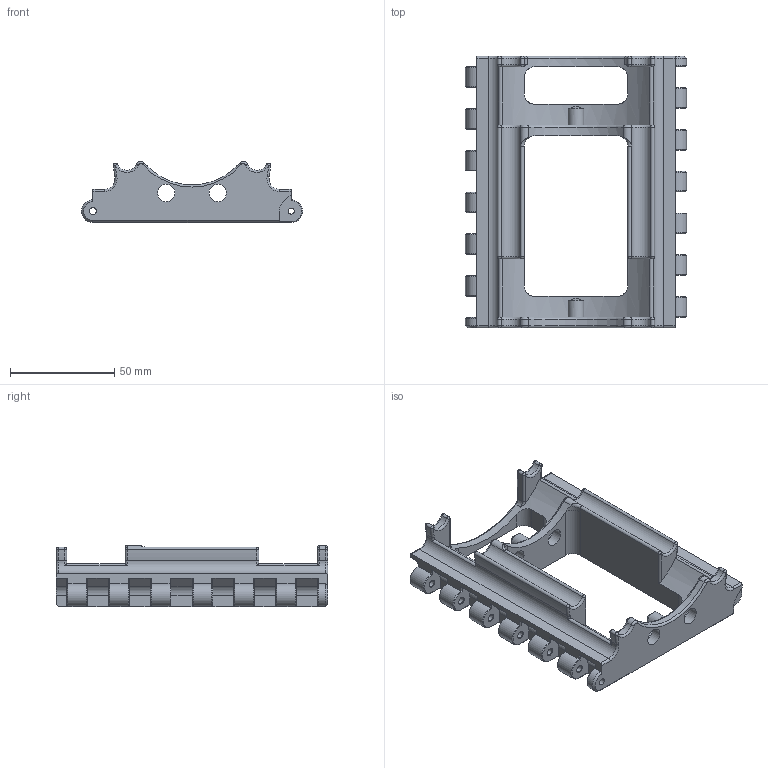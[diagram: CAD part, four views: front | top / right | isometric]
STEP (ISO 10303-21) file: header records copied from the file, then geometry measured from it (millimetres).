
FILE_DESCRIPTION(/* description */ (''),/* implementation_level */ '2;1');
FILE_NAME(/* name */ 'support.stp',/* time_stamp */ '2024-10-19T09:00:55+02:00',/* author */ ('Sebastien'),/* organization */ (''),/* preprocessor_version */ 'ST-DEVELOPER v20',/* originating_system */ 'Autodesk Inventor 2024',/* authorisation */ '');
FILE_SCHEMA (('AUTOMOTIVE_DESIGN { 1 0 10303 214 3 1 1 }'));
Length unit declared in the file: millimetre
Products named in the file (1): support
Bounding box: 105.87 x 130 x 29.24 mm (x, y, z)
Volume: 128674.7 mm3; surface area: 38288.7 mm2
Topology: 1 solids, 1 shells, 341 faces, 868 edges, 530 vertices
Faces by surface type: plane 122, cylinder 106, torus 52, cone 43, sphere 18
Full cylindrical faces by diameter (mm): 2.9 x7, 3.3 x7, 8.3 x4
Entity records: 10559 total; most frequent: CARTESIAN_POINT 2023, DIRECTION 1876, ORIENTED_EDGE 1736, EDGE_CURVE 868, AXIS2_PLACEMENT_3D 707, VERTEX_POINT 530, LINE 462, VECTOR 462
